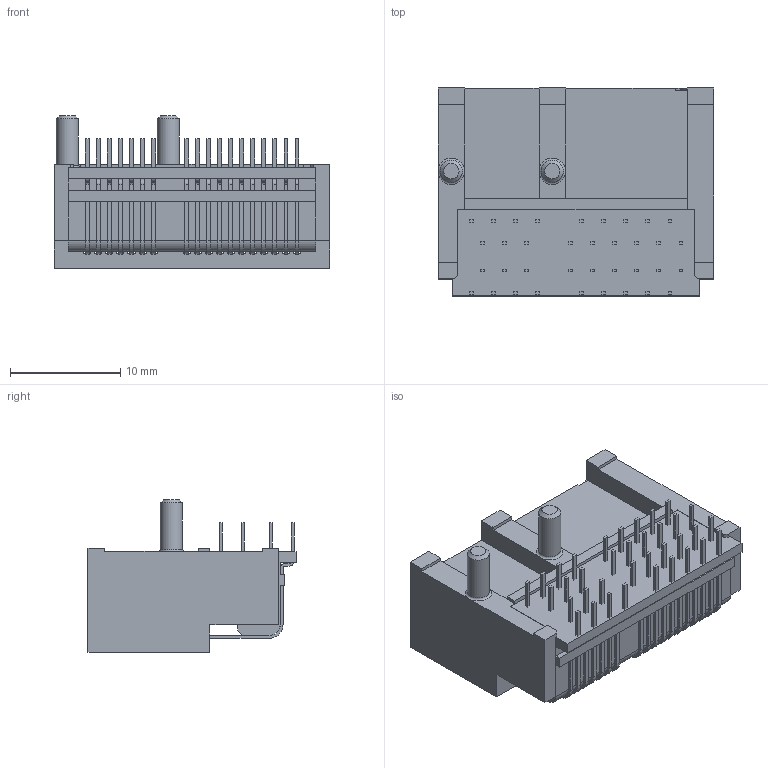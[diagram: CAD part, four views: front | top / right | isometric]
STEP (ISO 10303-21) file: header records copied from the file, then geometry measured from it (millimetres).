
FILE_DESCRIPTION(/* description */ ('STEP AP214'),/* implementation_level */ '2;1');
FILE_NAME(/* name */ 'PCIE-036-02-F-D-RA',/* time_stamp */ '2022-08-30T20:22:54+02:00',/* author */ ('License CC BY-ND 4.0'),/* organization */ ('CADENAS'),/* preprocessor_version */ 'ST-DEVELOPER v18.102',/* originating_system */ 'PARTsolutions',/* authorisation */ ' ');
FILE_SCHEMA (('AUTOMOTIVE_DESIGN {1 0 10303 214 3 1 1}'));
Length unit declared in the file: millimetre
Products named in the file (4): PCIE-036-02-F-D-RA; PCIE-036-02-F-D-RA_pins2; PCIE-036-02-F-D-RA_pins1; PCIE-036-02-F-D-RA_body
Assembly tree (3 placements, depth 2):
  PCIE-036-02-F-D-RA
    PCIE-036-02-F-D-RA_pins2
    PCIE-036-02-F-D-RA_pins1
    PCIE-036-02-F-D-RA_body
Bounding box: 25 x 18.85 x 13.86 mm (x, y, z)
Volume: 2686.2 mm3; surface area: 5052.6 mm2
Topology: 3 solids, 3 shells, 1505 faces, 4716 edges, 3128 vertices
Faces by surface type: plane 1048, cylinder 453, cone 2, torus 2
Full cylindrical faces by diameter (mm): 2 x2
Entity records: 52418 total; most frequent: ORIENTED_EDGE 9420, CARTESIAN_POINT 9347, DIRECTION 8640, EDGE_CURVE 4710, LINE 3798, VECTOR 3798, VERTEX_POINT 3128, AXIS2_PLACEMENT_3D 2421
